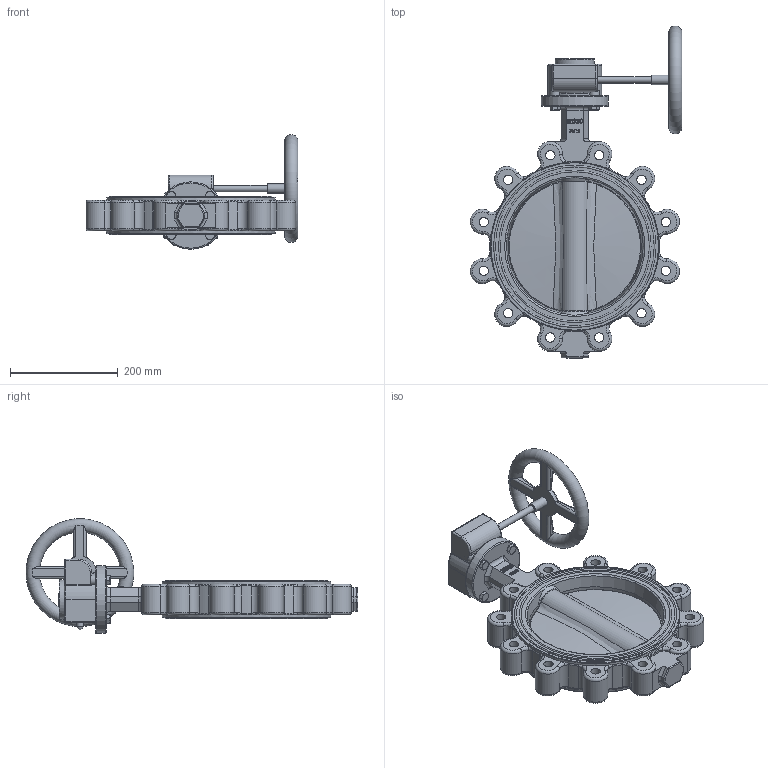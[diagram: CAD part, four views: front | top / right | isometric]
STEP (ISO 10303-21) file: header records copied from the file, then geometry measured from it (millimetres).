
FILE_DESCRIPTION(/* description */ ('Unknown'),/* implementation_level */ '2;1');
FILE_NAME(/* name */ '5211_5221-16',/* time_stamp */ '2022-07-12T12:16:53+02:00',/* author */ ('Unknown'),/* organization */ ('Unknown'),/* preprocessor_version */ 'ST-DEVELOPER v16.7',/* originating_system */ 'Solid Edge',/* authorisation */ 'Unknown');
FILE_SCHEMA (('AUTOMOTIVE_DESIGN {1 0 10303 214 3 1 1}'));
Length unit declared in the file: millimetre
Products named in the file (10): LUG_DN250_PN10_Getriebe; Schneckenradgetriebe DN200-DN250; LUG-DN250_PN10; DN250-PN10; seat; disc; shaft1; shaft2; bushing1; DIN 933 M10x30 A2-70 BLK_EDST
Assembly tree (12 placements, depth 3):
  LUG_DN250_PN10_Getriebe
    Schneckenradgetriebe DN200-DN250
    LUG-DN250_PN10
      DN250-PN10
      seat
      disc
      shaft1
      shaft2
      bushing1
    DIN 933 M10x30 A2-70 BLK_EDST  x4
Bounding box: 393.38 x 615.95 x 212.45 mm (x, y, z)
Volume: 5472503.5 mm3; surface area: 893367.3 mm2
Topology: 11 solids, 11 shells, 938 faces, 2311 edges, 1445 vertices
Faces by surface type: plane 342, cylinder 214, bspline 192, torus 154, cone 30, sphere 6
Full cylindrical faces by diameter (mm): 6.647 x4, 6.8 x1, 8.376 x4, 10 x4, 12 x5, 13 x2, 17 x4, 17.294 x12, 17.5 x1, 20 x1, 25 x1, 28.45 x5, 28.68 x1, 28.7 x1, 34.9 x2, 35 x1, 40 x2, 43 x1, 59 x1, 71 x1, 73 x1, 125 x1, 261.8 x4, 287 x4, 301 x2, 301.5 x2, 313 x2
Entity records: 33362 total; most frequent: CARTESIAN_POINT 13294, ORIENTED_EDGE 4086, DIRECTION 3761, EDGE_CURVE 2043, AXIS2_PLACEMENT_3D 1522, VERTEX_POINT 1340, FACE_BOUND 1089, EDGE_LOOP 1087
